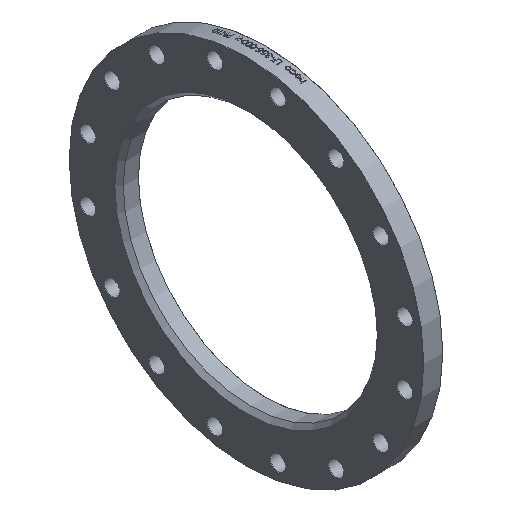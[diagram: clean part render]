
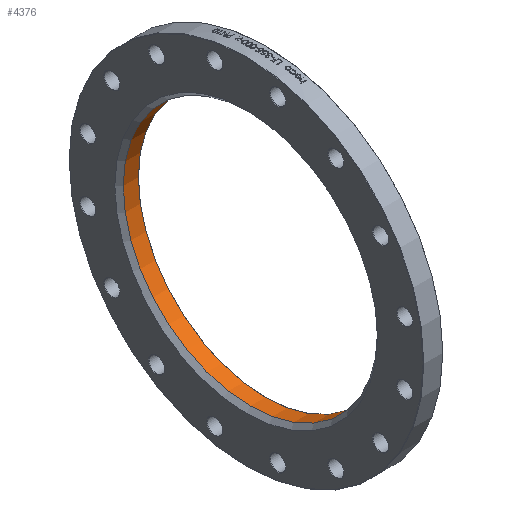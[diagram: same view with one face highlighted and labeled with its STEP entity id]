
A CAD part, isometric view. The second image highlights one B-rep face of the part: STEP entity #4376.
In plain terms, the highlighted cylindrical face has radius 181 mm (diameter 362 mm), a full revolution.
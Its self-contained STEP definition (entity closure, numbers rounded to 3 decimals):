
#582 = EDGE_LOOP ( 'NONE', ( #8074 ) ) ;
#738 = EDGE_CURVE ( 'NONE', #1968, #1968, #4972, .T. ) ;
#1214 = EDGE_LOOP ( 'NONE', ( #1815 ) ) ;
#1312 = DIRECTION ( 'NONE',  ( 1., 0., 0. ) ) ;
#1633 = CYLINDRICAL_SURFACE ( 'NONE', #8171, 181. ) ;
#1815 = ORIENTED_EDGE ( 'NONE', *, *, #6021, .T. ) ;
#1959 = CARTESIAN_POINT ( 'NONE',  ( 27.5, 0., 0. ) ) ;
#1968 = VERTEX_POINT ( 'NONE', #4610 ) ;
#2124 = FACE_OUTER_BOUND ( 'NONE', #582, .T. ) ;
#2569 = CARTESIAN_POINT ( 'NONE',  ( 6., 0., 0. ) ) ;
#2660 = DIRECTION ( 'NONE',  ( 0., 0., 1. ) ) ;
#3420 = DIRECTION ( 'NONE',  ( 0., 0., 1. ) ) ;
#3496 = FACE_OUTER_BOUND ( 'NONE', #1214, .T. ) ;
#3752 = CARTESIAN_POINT ( 'NONE',  ( 6., 0., -181. ) ) ;
#4113 = CARTESIAN_POINT ( 'NONE',  ( 0., 0., 0. ) ) ;
#4376 = ADVANCED_FACE ( 'NONE', ( #3496, #2124 ), #1633, .F. ) ;
#4610 = CARTESIAN_POINT ( 'NONE',  ( 27.5, 0., 181. ) ) ;
#4972 = CIRCLE ( 'NONE', #6071, 181. ) ;
#5204 = DIRECTION ( 'NONE',  ( -1., 0., 0. ) ) ;
#5888 = DIRECTION ( 'NONE',  ( 0., 0., -1. ) ) ;
#6021 = EDGE_CURVE ( 'NONE', #7166, #7166, #7231, .T. ) ;
#6071 = AXIS2_PLACEMENT_3D ( 'NONE', #1959, #1312, #2660 ) ;
#6694 = DIRECTION ( 'NONE',  ( -1., 0., 0. ) ) ;
#7087 = AXIS2_PLACEMENT_3D ( 'NONE', #2569, #5204, #5888 ) ;
#7166 = VERTEX_POINT ( 'NONE', #3752 ) ;
#7231 = CIRCLE ( 'NONE', #7087, 181. ) ;
#8074 = ORIENTED_EDGE ( 'NONE', *, *, #738, .T. ) ;
#8171 = AXIS2_PLACEMENT_3D ( 'NONE', #4113, #6694, #3420 ) ;
